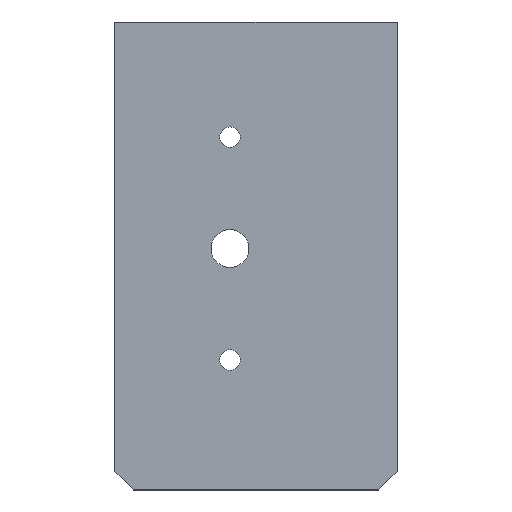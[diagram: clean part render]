
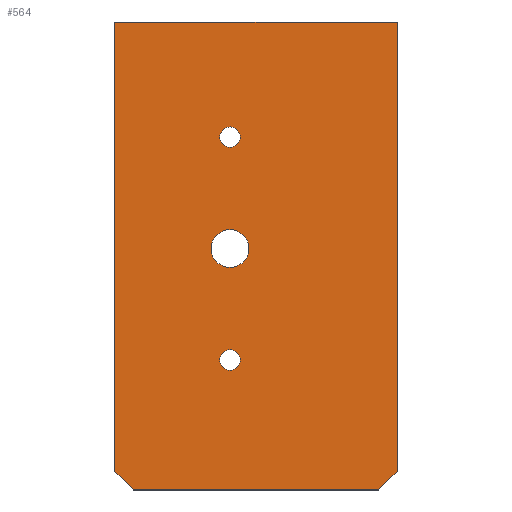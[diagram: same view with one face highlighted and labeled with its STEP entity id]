
A CAD part, top view. The second image highlights one B-rep face of the part: STEP entity #564.
In plain terms, the highlighted planar face has unit normal (0, 0, 1).
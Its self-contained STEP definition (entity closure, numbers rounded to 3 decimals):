
#107=FACE_BOUND('',#196,.T.);
#108=FACE_BOUND('',#197,.T.);
#109=FACE_BOUND('',#198,.T.);
#119=PLANE('',#641);
#157=FACE_OUTER_BOUND('',#195,.T.);
#195=EDGE_LOOP('',(#520,#521,#522,#523,#524,#525));
#196=EDGE_LOOP('',(#526));
#197=EDGE_LOOP('',(#527));
#198=EDGE_LOOP('',(#528));
#204=LINE('',#875,#240);
#218=LINE('',#925,#254);
#224=LINE('',#941,#260);
#230=LINE('',#971,#266);
#233=LINE('',#975,#269);
#234=LINE('',#977,#270);
#240=VECTOR('',#694,10.);
#254=VECTOR('',#744,10.);
#260=VECTOR('',#760,10.);
#266=VECTOR('',#796,10.);
#269=VECTOR('',#801,10.);
#270=VECTOR('',#804,10.);
#292=CIRCLE('',#629,2.75);
#295=CIRCLE('',#635,2.75);
#296=CIRCLE('',#637,5.1);
#309=VERTEX_POINT('',#873);
#310=VERTEX_POINT('',#874);
#327=VERTEX_POINT('',#922);
#328=VERTEX_POINT('',#924);
#336=VERTEX_POINT('',#950);
#339=VERTEX_POINT('',#961);
#340=VERTEX_POINT('',#965);
#341=VERTEX_POINT('',#969);
#342=VERTEX_POINT('',#970);
#355=EDGE_CURVE('',#309,#310,#204,.T.);
#378=EDGE_CURVE('',#327,#328,#218,.T.);
#387=EDGE_CURVE('',#310,#328,#224,.T.);
#392=EDGE_CURVE('',#336,#336,#292,.T.);
#397=EDGE_CURVE('',#339,#339,#295,.T.);
#399=EDGE_CURVE('',#340,#340,#296,.T.);
#400=EDGE_CURVE('',#341,#342,#230,.T.);
#403=EDGE_CURVE('',#341,#309,#233,.T.);
#404=EDGE_CURVE('',#342,#327,#234,.T.);
#520=ORIENTED_EDGE('',*,*,#378,.F.);
#521=ORIENTED_EDGE('',*,*,#404,.F.);
#522=ORIENTED_EDGE('',*,*,#400,.F.);
#523=ORIENTED_EDGE('',*,*,#403,.T.);
#524=ORIENTED_EDGE('',*,*,#355,.T.);
#525=ORIENTED_EDGE('',*,*,#387,.T.);
#526=ORIENTED_EDGE('',*,*,#392,.T.);
#527=ORIENTED_EDGE('',*,*,#397,.T.);
#528=ORIENTED_EDGE('',*,*,#399,.T.);
#564=ADVANCED_FACE('',(#157,#107,#108,#109),#119,.T.);
#629=AXIS2_PLACEMENT_3D('',#952,#773,#774);
#635=AXIS2_PLACEMENT_3D('',#963,#787,#788);
#637=AXIS2_PLACEMENT_3D('',#967,#792,#793);
#641=AXIS2_PLACEMENT_3D('',#978,#805,#806);
#694=DIRECTION('',(-1.,0.,0.));
#744=DIRECTION('',(-0.707,0.707,0.));
#760=DIRECTION('',(0.,-1.,0.));
#773=DIRECTION('center_axis',(0.,0.,-1.));
#774=DIRECTION('ref_axis',(-1.,0.,0.));
#787=DIRECTION('center_axis',(0.,0.,-1.));
#788=DIRECTION('ref_axis',(-1.,0.,0.));
#792=DIRECTION('center_axis',(0.,0.,-1.));
#793=DIRECTION('ref_axis',(-1.,0.,0.));
#796=DIRECTION('',(-0.707,-0.707,0.));
#801=DIRECTION('',(0.,1.,0.));
#804=DIRECTION('',(-1.,0.,0.));
#805=DIRECTION('center_axis',(0.,0.,1.));
#806=DIRECTION('ref_axis',(1.,0.,0.));
#873=CARTESIAN_POINT('',(29.,63.,4.75));
#874=CARTESIAN_POINT('',(-47.,63.,4.75));
#875=CARTESIAN_POINT('',(29.,63.,4.75));
#922=CARTESIAN_POINT('',(-42.,-63.,4.75));
#924=CARTESIAN_POINT('',(-47.,-58.,4.75));
#925=CARTESIAN_POINT('',(-48.5,-56.5,4.75));
#941=CARTESIAN_POINT('',(-47.,63.,4.75));
#950=CARTESIAN_POINT('',(-13.25,32.,4.75));
#952=CARTESIAN_POINT('Origin',(-16.,32.,4.75));
#961=CARTESIAN_POINT('',(-13.25,-28.,4.75));
#963=CARTESIAN_POINT('Origin',(-16.,-28.,4.75));
#965=CARTESIAN_POINT('',(-10.9,2.,4.75));
#967=CARTESIAN_POINT('Origin',(-16.,2.,4.75));
#969=CARTESIAN_POINT('',(29.,-58.,4.75));
#970=CARTESIAN_POINT('',(24.,-63.,4.75));
#971=CARTESIAN_POINT('',(35.,-52.,4.75));
#975=CARTESIAN_POINT('',(29.,-63.,4.75));
#977=CARTESIAN_POINT('',(-29.,-63.,4.75));
#978=CARTESIAN_POINT('Origin',(0.,0.,4.75));
